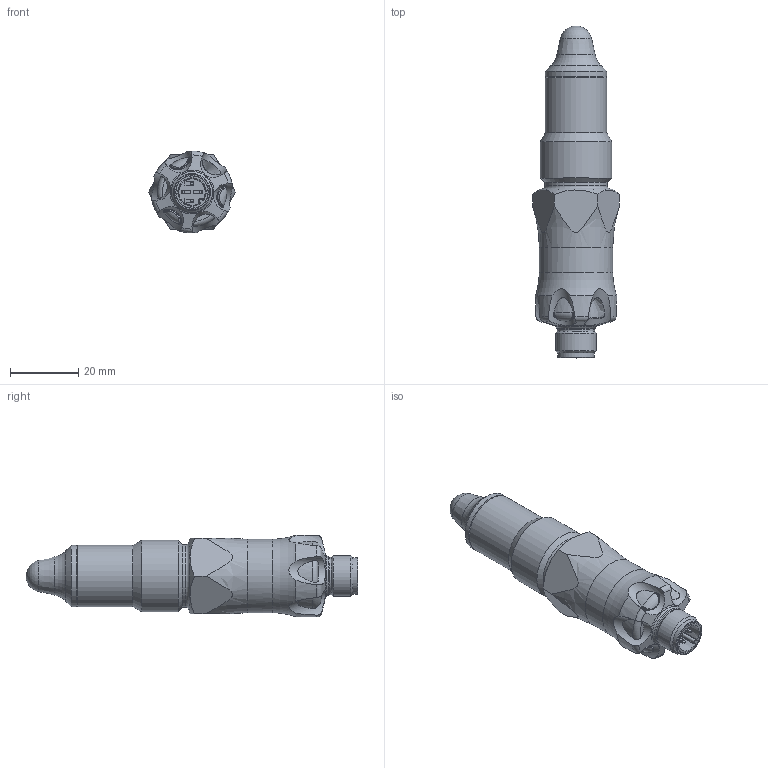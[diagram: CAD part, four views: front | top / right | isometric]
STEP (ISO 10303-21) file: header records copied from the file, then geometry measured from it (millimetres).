
FILE_DESCRIPTION(/* description */ ('Unknown'),/* implementation_level */ '2;1');
FILE_NAME(/* name */ 'PL20 G½ hygienic med King Crown',/* time_stamp */ '2021-06-10T08:22:09+02:00',/* author */ ('Unknown'),/* organization */ ('Baumer'),/* preprocessor_version */ 'ST-DEVELOPER v16.7',/* originating_system */ 'Solid Edge',/* authorisation */ 'Unknown');
FILE_SCHEMA (('AUTOMOTIVE_DESIGN {1 0 10303 214 3 1 1}'));
Length unit declared in the file: millimetre
Products named in the file (1): Part1
Bounding box: 25.4 x 97.2 x 23.99 mm (x, y, z)
Volume: 10577.7 mm3; surface area: 14724 mm2
Topology: 1 solids, 2 shells, 907 faces, 2452 edges, 1524 vertices
Faces by surface type: plane 352, cylinder 281, bspline 97, torus 95, cone 60, sphere 22
Full cylindrical faces by diameter (mm): 8 x1, 8.3 x1, 9.6 x2, 10.8 x1, 10.9 x1, 12 x1, 12.6 x1, 12.917 x1, 14 x1, 15 x1, 15.96 x1, 16.5 x1, 18 x2, 18.4 x1, 18.8 x1, 19 x2, 19.9 x1, 20.25 x1, 20.3 x1, 20.955 x1, 21.5 x1
Entity records: 35689 total; most frequent: CARTESIAN_POINT 7593, ORIENTED_EDGE 4644, DIRECTION 4452, EDGE_CURVE 2322, AXIS2_PLACEMENT_3D 1715, VERTEX_POINT 1483, LINE 1022, VECTOR 1022
